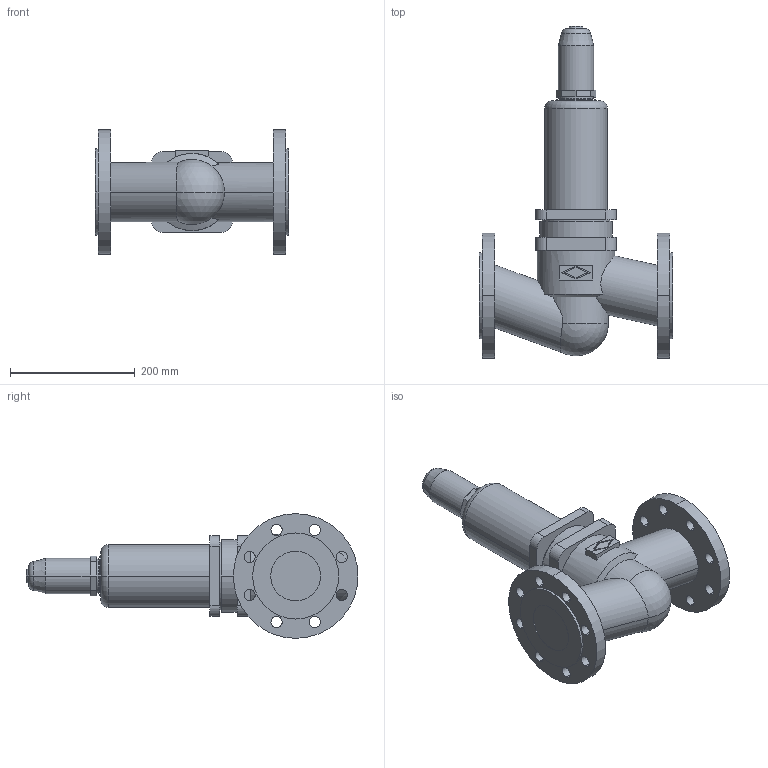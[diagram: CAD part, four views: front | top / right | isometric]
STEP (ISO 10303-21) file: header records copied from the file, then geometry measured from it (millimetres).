
FILE_DESCRIPTION(('OneSpaceDesigner STEP Export'),'2;1');
FILE_NAME('c000001946.stp','2005-09-29T 8:58:18',(''),(''),'OneSpace Designer STEP processor (Jan. 2003) for AP203(Solid Model)','OneSpace Designer 12.01D 09-Jul-2004 (C) CoCreate Software GmbH','');
FILE_SCHEMA(('CONFIG_CONTROL_DESIGN'));
Length unit declared in the file: millimetre
Products named in the file (1): 1
Bounding box: 310 x 532.7 x 200 mm (x, y, z)
Volume: 6604594.4 mm3; surface area: 388135.9 mm2
Topology: 1 solids, 1 shells, 137 faces, 344 edges, 227 vertices
Faces by surface type: cylinder 74, plane 51, cone 6, torus 4, sphere 2
Entity records: 4359 total; most frequent: CARTESIAN_POINT 890, ORIENTED_EDGE 684, DIRECTION 549, SURFACE_CURVE 342, EDGE_CURVE 342, VERTEX_POINT 227, AXIS2_PLACEMENT_3D 195, EDGE_LOOP 189
